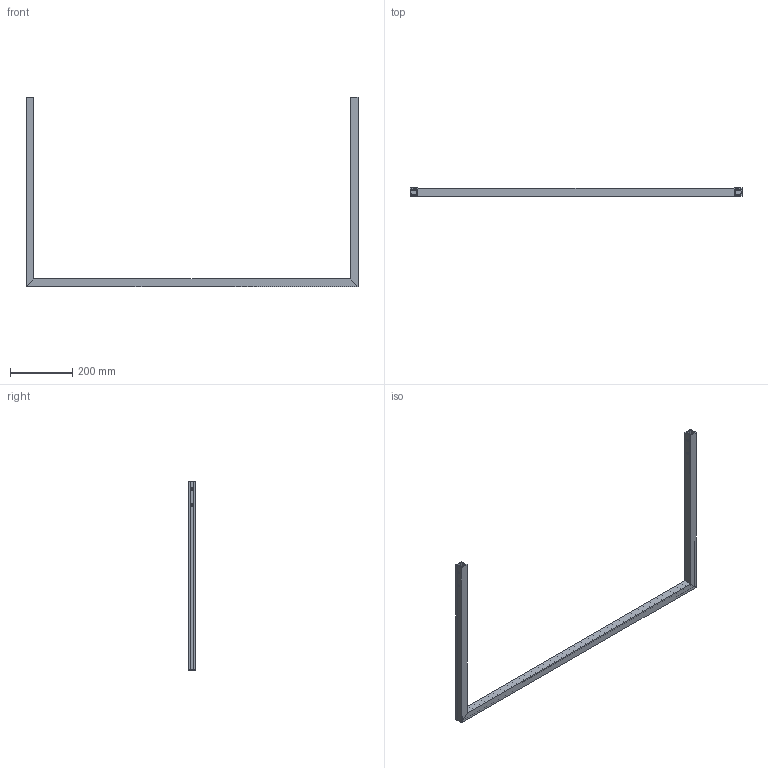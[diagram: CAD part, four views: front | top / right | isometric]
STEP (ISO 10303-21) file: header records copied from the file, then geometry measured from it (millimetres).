
FILE_DESCRIPTION(('FreeCAD Model'),'2;1');
FILE_NAME('Open CASCADE Shape Model','2023-02-13T15:37:24',(''),(''), 'Open CASCADE STEP processor 7.6','FreeCAD','Unknown');
FILE_SCHEMA(('AUTOMOTIVE_DESIGN { 1 0 10303 214 1 1 1 1 }'));
Length unit declared in the file: millimetre
Products named in the file (4): Frame Assembly; Lower Extrusion; Motor Extrusion; Endplate Extrusion
Assembly tree (3 placements, depth 2):
  Frame Assembly
    Lower Extrusion
    Motor Extrusion
    Endplate Extrusion
Bounding box: 1066.8 x 25.4 x 609.6 mm (x, y, z)
Volume: 648116.3 mm3; surface area: 387021.6 mm2
Topology: 3 solids, 3 shells, 54 faces, 147 edges, 98 vertices
Faces by surface type: plane 31, cylinder 23
Full cylindrical faces by diameter (mm): 3.2 x2, 8 x8, 17.78 x1
Entity records: 1953 total; most frequent: CARTESIAN_POINT 396, DIRECTION 307, ORIENTED_EDGE 294, EDGE_CURVE 147, AXIS2_PLACEMENT_3D 105, VERTEX_POINT 98, LINE 97, VECTOR 97
